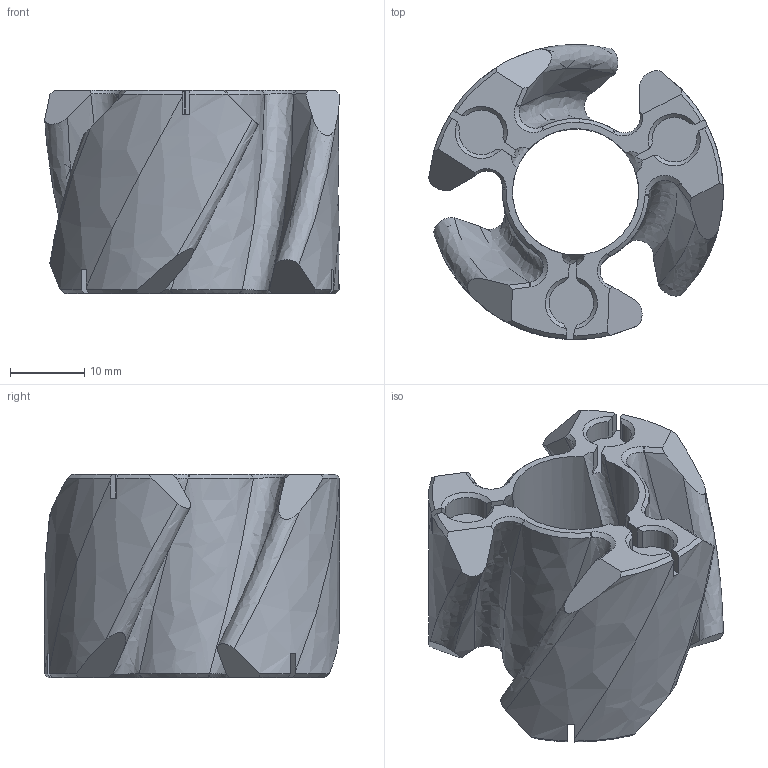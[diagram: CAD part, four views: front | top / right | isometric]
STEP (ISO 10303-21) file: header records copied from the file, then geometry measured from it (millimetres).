
FILE_DESCRIPTION(/* description */ (''),/* implementation_level */ '2;1');
FILE_NAME(/* name */ 'Maker''s Muse/Footage/2020/Easter Egg 2020/Final Puzzle Egg/Step Files/Center mount.step',/* time_stamp */ '2020-04-02T00:34:37+11:00',/* author */ (''),/* organization */ (''),/* preprocessor_version */ 'ST-DEVELOPER v18',/* originating_system */ 'Autodesk Translation Framework v8.12.0.6',/* authorisation */ '');
FILE_SCHEMA (('AUTOMOTIVE_DESIGN { 1 0 10303 214 3 1 1 }'));
Length unit declared in the file: millimetre
Products named in the file (1): Center mount (1)
Bounding box: 39.6 x 39.69 x 27.33 mm (x, y, z)
Volume: 13696 mm3; surface area: 7832.3 mm2
Topology: 1 solids, 1 shells, 185 faces, 538 edges, 353 vertices
Faces by surface type: bspline 87, plane 71, cylinder 15, cone 12
Entity records: 8369 total; most frequent: CARTESIAN_POINT 4345, ORIENTED_EDGE 1076, EDGE_CURVE 538, DIRECTION 450, VERTEX_POINT 353, B_SPLINE_CURVE_WITH_KNOTS 304, FACE_OUTER_BOUND 185, EDGE_LOOP 185
